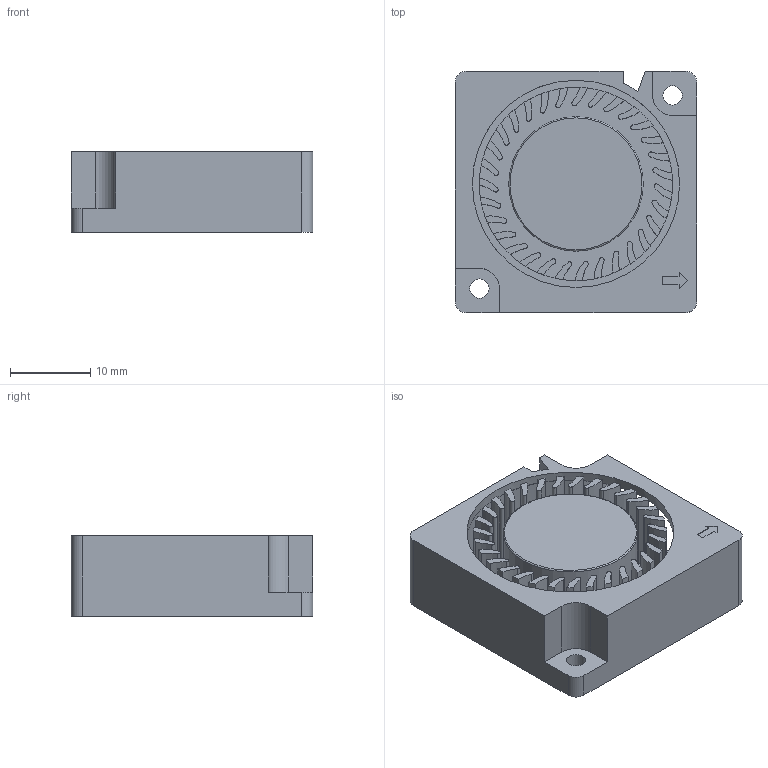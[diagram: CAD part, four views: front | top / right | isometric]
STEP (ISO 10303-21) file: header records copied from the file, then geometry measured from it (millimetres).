
FILE_DESCRIPTION(/* description */ (''),/* implementation_level */ '2;1');
FILE_NAME(/* name */ '30mm Fan Mockup 3010 v5.step',/* time_stamp */ '2020-02-12T23:37:32-05:00',/* author */ (''),/* organization */ (''),/* preprocessor_version */ 'ST-DEVELOPER v18',/* originating_system */ 'Autodesk Translation Framework v8.12.0.6',/* authorisation */ '');
FILE_SCHEMA (('AUTOMOTIVE_DESIGN { 1 0 10303 214 3 1 1 }'));
Length unit declared in the file: millimetre
Products named in the file (1): 30mm Fan Mockup 3010
Bounding box: 30 x 30 x 10 mm (x, y, z)
Volume: 4911.7 mm3; surface area: 6483.6 mm2
Topology: 1 solids, 5 shells, 196 faces, 545 edges, 364 vertices
Faces by surface type: cylinder 116, plane 79, torus 1
Full cylindrical faces by diameter (mm): 2.4 x2, 16.7 x1, 24 x1, 25 x1, 25.75 x1
Entity records: 6489 total; most frequent: DIRECTION 1239, CARTESIAN_POINT 1106, ORIENTED_EDGE 1090, EDGE_CURVE 545, AXIS2_PLACEMENT_3D 497, VERTEX_POINT 364, CIRCLE 298, LINE 245
